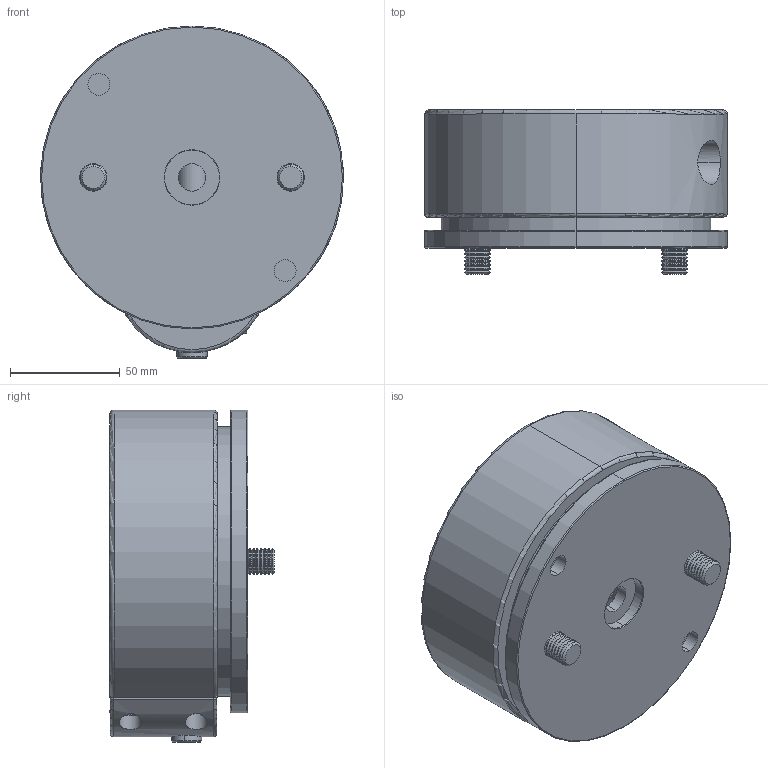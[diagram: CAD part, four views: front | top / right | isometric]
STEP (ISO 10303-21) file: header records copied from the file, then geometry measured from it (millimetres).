
FILE_DESCRIPTION (( 'STEP AP203' ), '1' );
FILE_NAME ('LSD-20.STEP', '2020-04-15T06:47:48', ( 'td' ), ( '' ), 'SwSTEP 2.0', 'SolidWorks 2018', '' );
FILE_SCHEMA (( 'CONFIG_CONTROL_DESIGN' ));
Products named in the file (1): LSD-20
Bounding box: 138 x 75 x 151.26 mm (x, y, z)
Volume: 888612.9 mm3; surface area: 95135.7 mm2
Topology: 22 solids, 72 shells, 1256 faces, 3154 edges, 1973 vertices
Faces by surface type: cone 432, plane 380, cylinder 341, bspline 60, torus 43
Entity records: 43801 total; most frequent: CARTESIAN_POINT 13355, DIRECTION 6581, ORIENTED_EDGE 6256, EDGE_CURVE 3128, AXIS2_PLACEMENT_3D 2507, VERTEX_POINT 1973, VECTOR 1567, LINE 1567
